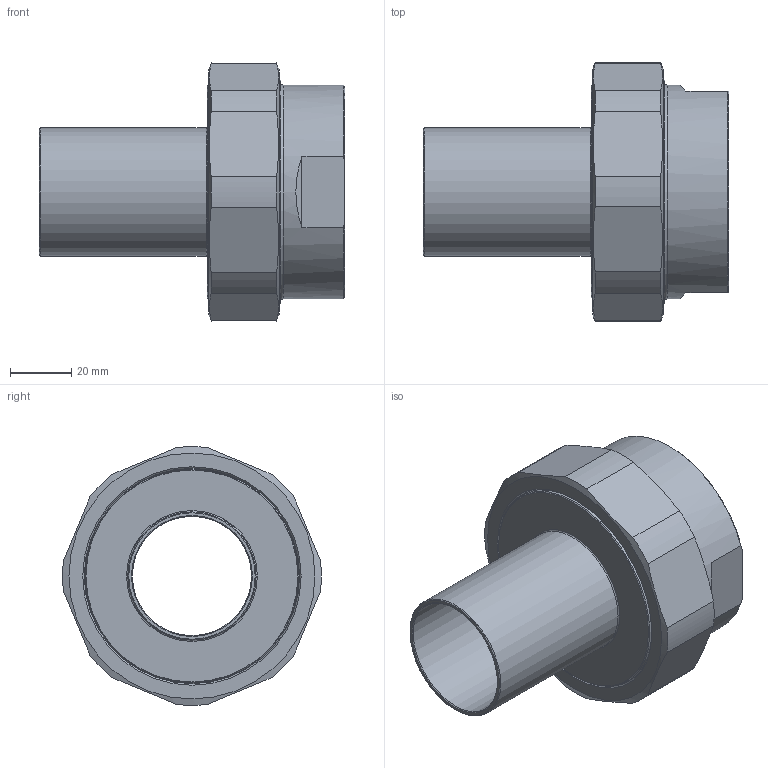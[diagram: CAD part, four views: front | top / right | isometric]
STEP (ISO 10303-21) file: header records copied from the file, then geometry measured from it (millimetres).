
FILE_DESCRIPTION(/* description */ (''),/* implementation_level */ '2;1');
FILE_NAME(/* name */ '3D_R134-PE-G-42-DN50_17102040.stp',/* time_stamp */ '2021-07-01T12:58:48+02:00',/* author */ ('cad'),/* organization */ (''),/* preprocessor_version */ 'ST-DEVELOPER v18.1',/* originating_system */ 'Autodesk Inventor 2022',/* authorisation */ '');
FILE_SCHEMA (('AUTOMOTIVE_DESIGN { 1 0 10303 214 3 1 1 }'));
Length unit declared in the file: millimetre
Products named in the file (4): 3D_R134-PE-G-42-DN50_17102040; 3D_R134-M-DN50_171011635; 3D_R134-G-DN50_171011335; 3D_R134-PE-42-DN50_171011297
Assembly tree (3 placements, depth 2):
  3D_R134-PE-G-42-DN50_17102040
    3D_R134-M-DN50_171011635
    3D_R134-G-DN50_171011335
    3D_R134-PE-42-DN50_171011297
Bounding box: 100 x 84.67 x 84.64 mm (x, y, z)
Volume: 123375.5 mm3; surface area: 55348.7 mm2
Topology: 3 solids, 3 shells, 69 faces, 165 edges, 109 vertices
Faces by surface type: plane 25, cylinder 18, cone 18, torus 8
Full cylindrical faces by diameter (mm): 39 x1, 42 x1, 56.656 x1, 57 x1, 70 x2, 70.5 x1, 74 x1, 74.376 x1, 75.85 x1
Entity records: 2185 total; most frequent: DIRECTION 392, CARTESIAN_POINT 390, ORIENTED_EDGE 330, AXIS2_PLACEMENT_3D 171, EDGE_CURVE 165, VERTEX_POINT 109, CIRCLE 93, EDGE_LOOP 82
